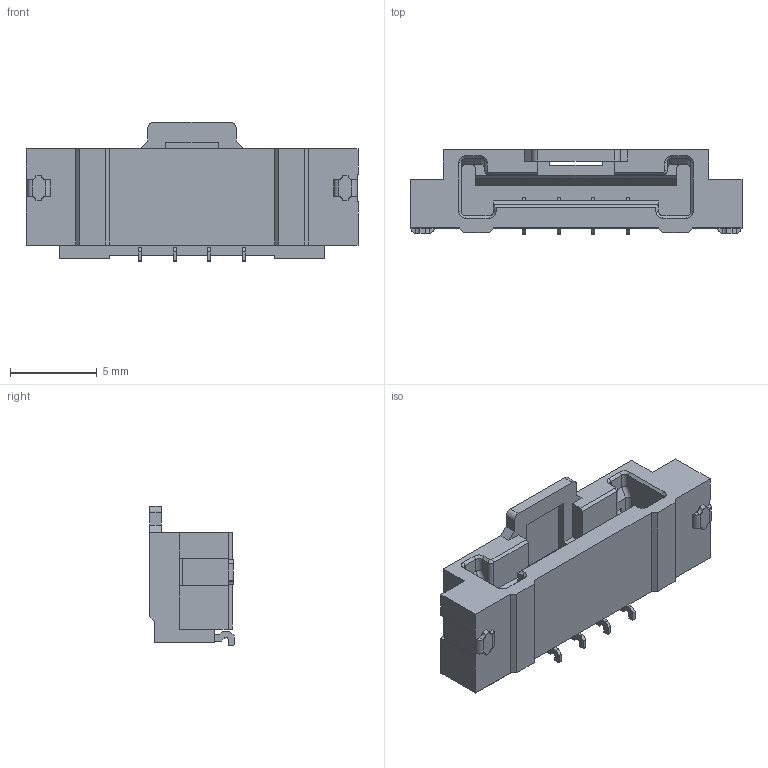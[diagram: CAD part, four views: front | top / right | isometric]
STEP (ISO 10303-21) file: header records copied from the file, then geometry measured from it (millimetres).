
FILE_DESCRIPTION((''),'2;1');
FILE_NAME('5051470490','2016-07-18T',('gsharma'),(''),'PRO/ENGINEER BY PARAMETRIC TECHNOLOGY CORPORATION, 2012310','PRO/ENGINEER BY PARAMETRIC TECHNOLOGY CORPORATION, 2012310','');
FILE_SCHEMA(('CONFIG_CONTROL_DESIGN'));
Length unit declared in the file: millimetre
Products named in the file (1): 5051470490
Bounding box: 19.1 x 4.85 x 8 mm (x, y, z)
Volume: 331.1 mm3; surface area: 690 mm2
Topology: 1 solids, 1 shells, 269 faces, 779 edges, 514 vertices
Faces by surface type: plane 205, cylinder 54, cone 10
Entity records: 8788 total; most frequent: CARTESIAN_POINT 1627, ORIENTED_EDGE 1510, DIRECTION 1405, EDGE_CURVE 755, VECTOR 661, LINE 661, VERTEX_POINT 490, AXIS2_PLACEMENT_3D 372
